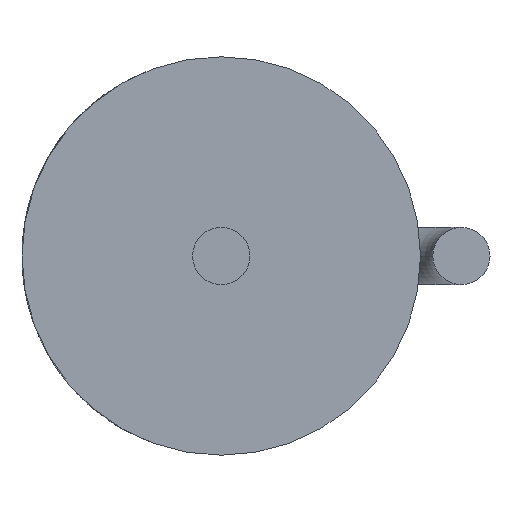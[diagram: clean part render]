
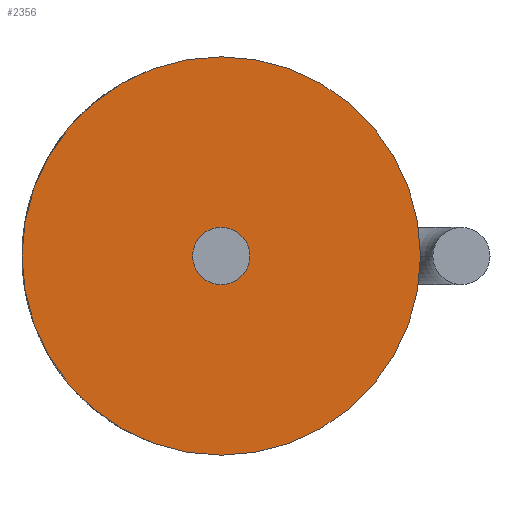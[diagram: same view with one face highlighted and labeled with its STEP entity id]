
A CAD part, front view. The second image highlights one B-rep face of the part: STEP entity #2356.
In plain terms, the highlighted planar face has unit normal (0, -1, 0).
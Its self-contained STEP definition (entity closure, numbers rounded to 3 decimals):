
#50 = VERTEX_POINT ( 'NONE', #1979 ) ;
#63 = DIRECTION ( 'NONE',  ( 0., 1., 0. ) ) ;
#164 = DIRECTION ( 'NONE',  ( 0., 1., 0. ) ) ;
#233 = AXIS2_PLACEMENT_3D ( 'NONE', #4089, #4116, #1945 ) ;
#503 = PLANE ( 'NONE',  #3376 ) ;
#623 = CARTESIAN_POINT ( 'NONE',  ( 0., 2., 0. ) ) ;
#649 = VERTEX_POINT ( 'NONE', #4471 ) ;
#677 = CARTESIAN_POINT ( 'NONE',  ( 0., 2., 0. ) ) ;
#700 = ORIENTED_EDGE ( 'NONE', *, *, #2712, .F. ) ;
#833 = CARTESIAN_POINT ( 'NONE',  ( 0.635, 2., 0. ) ) ;
#902 = EDGE_CURVE ( 'NONE', #3176, #4142, #3217, .T. ) ;
#1009 = AXIS2_PLACEMENT_3D ( 'NONE', #1147, #164, #3614 ) ;
#1022 = CIRCLE ( 'NONE', #1107, 0.635 ) ;
#1089 = CIRCLE ( 'NONE', #1009, 4.425 ) ;
#1107 = AXIS2_PLACEMENT_3D ( 'NONE', #623, #3606, #5353 ) ;
#1147 = CARTESIAN_POINT ( 'NONE',  ( 0., 2., 0. ) ) ;
#1169 = ORIENTED_EDGE ( 'NONE', *, *, #2401, .F. ) ;
#1241 = FACE_BOUND ( 'NONE', #4021, .T. ) ;
#1945 = DIRECTION ( 'NONE',  ( 0., 0., 1. ) ) ;
#1979 = CARTESIAN_POINT ( 'NONE',  ( 0., 2., -4.425 ) ) ;
#2207 = DIRECTION ( 'NONE',  ( 0., 0., 1. ) ) ;
#2356 = ADVANCED_FACE ( 'NONE', ( #1241, #3511 ), #503, .F. ) ;
#2401 = EDGE_CURVE ( 'NONE', #649, #50, #1089, .T. ) ;
#2707 = CARTESIAN_POINT ( 'NONE',  ( -0.635, 2., 0. ) ) ;
#2712 = EDGE_CURVE ( 'NONE', #50, #649, #4830, .T. ) ;
#3176 = VERTEX_POINT ( 'NONE', #833 ) ;
#3217 = CIRCLE ( 'NONE', #233, 0.635 ) ;
#3376 = AXIS2_PLACEMENT_3D ( 'NONE', #3984, #63, #2207 ) ;
#3511 = FACE_OUTER_BOUND ( 'NONE', #3808, .T. ) ;
#3606 = DIRECTION ( 'NONE',  ( 0., -1., 0. ) ) ;
#3614 = DIRECTION ( 'NONE',  ( 0., 0., 1. ) ) ;
#3714 = ORIENTED_EDGE ( 'NONE', *, *, #4779, .F. ) ;
#3808 = EDGE_LOOP ( 'NONE', ( #700, #1169 ) ) ;
#3984 = CARTESIAN_POINT ( 'NONE',  ( 0., 2., 0. ) ) ;
#4021 = EDGE_LOOP ( 'NONE', ( #5246, #3714 ) ) ;
#4089 = CARTESIAN_POINT ( 'NONE',  ( 0., 2., 0. ) ) ;
#4116 = DIRECTION ( 'NONE',  ( 0., -1., 0. ) ) ;
#4142 = VERTEX_POINT ( 'NONE', #2707 ) ;
#4471 = CARTESIAN_POINT ( 'NONE',  ( 0., 2., 4.425 ) ) ;
#4779 = EDGE_CURVE ( 'NONE', #4142, #3176, #1022, .T. ) ;
#4830 = CIRCLE ( 'NONE', #5014, 4.425 ) ;
#4909 = DIRECTION ( 'NONE',  ( 0., 1., 0. ) ) ;
#5014 = AXIS2_PLACEMENT_3D ( 'NONE', #677, #4909, #5350 ) ;
#5246 = ORIENTED_EDGE ( 'NONE', *, *, #902, .F. ) ;
#5350 = DIRECTION ( 'NONE',  ( 0., 0., 1. ) ) ;
#5353 = DIRECTION ( 'NONE',  ( 0., 0., 1. ) ) ;
